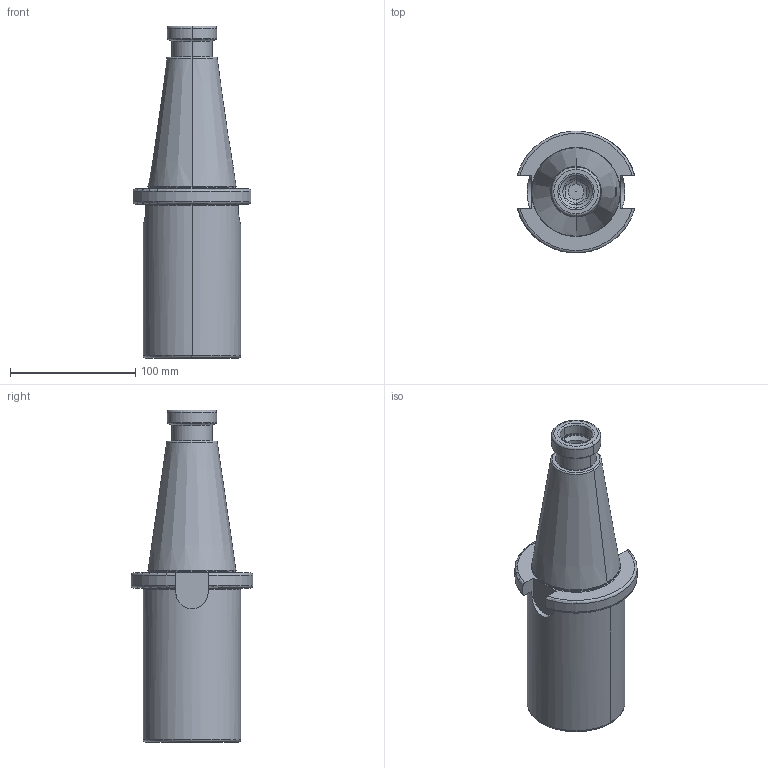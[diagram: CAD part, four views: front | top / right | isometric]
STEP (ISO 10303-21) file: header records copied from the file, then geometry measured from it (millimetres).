
FILE_DESCRIPTION((''),'2;1');
FILE_NAME('501_08_05A','2020-09-10T',('103090'),(''),'CREO PARAMETRIC BY PTC INC, 2016260','CREO PARAMETRIC BY PTC INC, 2016260','');
FILE_SCHEMA(('CONFIG_CONTROL_DESIGN'));
Length unit declared in the file: millimetre
Products named in the file (1): 501_08_05A
Bounding box: 94.05 x 97.13 x 264.8 mm (x, y, z)
Volume: 700172 mm3; surface area: 100761.8 mm2
Topology: 1 solids, 1 shells, 173 faces, 414 edges, 248 vertices
Faces by surface type: plane 52, cylinder 47, torus 36, cone 34, bspline 4
Entity records: 5452 total; most frequent: CARTESIAN_POINT 1362, DIRECTION 906, ORIENTED_EDGE 820, EDGE_CURVE 410, AXIS2_PLACEMENT_3D 374, VERTEX_POINT 248, CIRCLE 202, EDGE_LOOP 188
